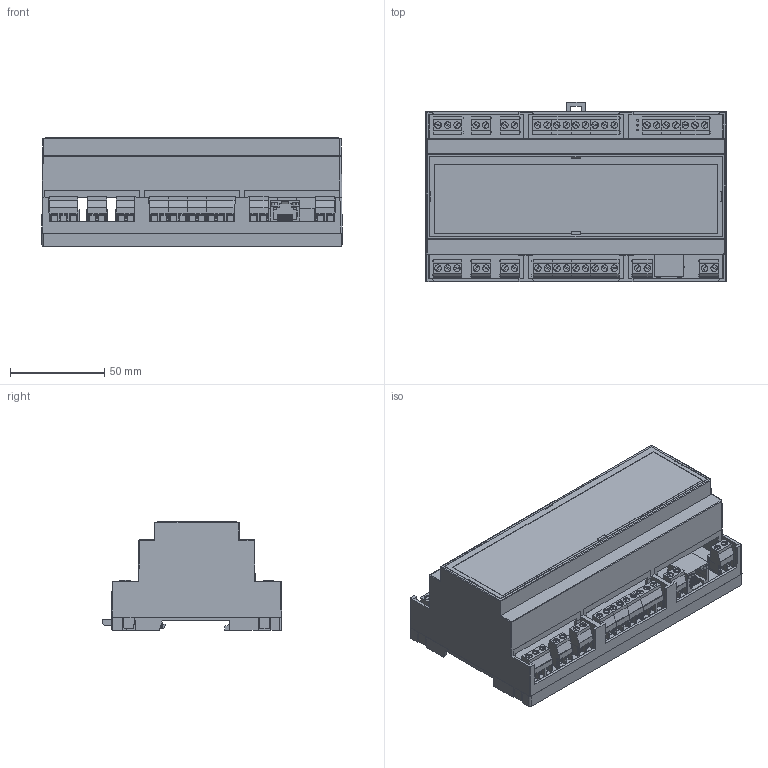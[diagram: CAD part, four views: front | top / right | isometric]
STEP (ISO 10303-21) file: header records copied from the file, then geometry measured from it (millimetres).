
FILE_DESCRIPTION (( 'STEP AP214' ), '1' );
FILE_NAME ('IPA-ER-020.STEP', '2025-11-26T03:36:50', ( '' ), ( '' ), 'SwSTEP 2.0', 'SolidWorks 2023', '' );
FILE_SCHEMA (( 'AUTOMOTIVE_DESIGN' ));
Length unit declared in the file: millimetre
Products named in the file (13): __ПП IPA-ER-02x (1v2); __E14_PROG_E14_PROG; __RJ45_LED_RJ45_LED_RJ45-8P8C-019A; __D9MG Wall Clip; __D9MG Cover; __DG503-5_08-03P_v2; __E18_PROG_E18_PROG_v2; __D9MG AS; IPA-ER-020; __D9MG Body; __D9MG Base; __DG503-5_08-02P_v2; __ipaer02x (1v2)
Assembly tree (27 placements, depth 3):
  __E14_PROG_E14_PROG
  __E18_PROG_E18_PROG_v2
  IPA-ER-020
    __D9MG AS
      __D9MG Base
      __D9MG Body
      __D9MG Cover
      __D9MG Wall Clip
    __ПП IPA-ER-02x (1v2)
      __ipaer02x (1v2)
      __DG503-5_08-02P_v2  x14
      __RJ45_LED_RJ45_LED_RJ45-8P8C-019A
      __DG503-5_08-03P_v2  x5
Bounding box: 159.5 x 95.19 x 57.7 mm (x, y, z)
Volume: 138969.9 mm3; surface area: 170462.8 mm2
Topology: 27 solids, 27 shells, 3224 faces, 8885 edges, 5886 vertices
Faces by surface type: plane 2324, cylinder 863, cone 26, bspline 11
Entity records: 67597 total; most frequent: CARTESIAN_POINT 10867, ORIENTED_EDGE 8740, DIRECTION 8140, EDGE_CURVE 4370, VECTOR 3280, LINE 3280, VERTEX_POINT 2876, AXIS2_PLACEMENT_3D 2430
